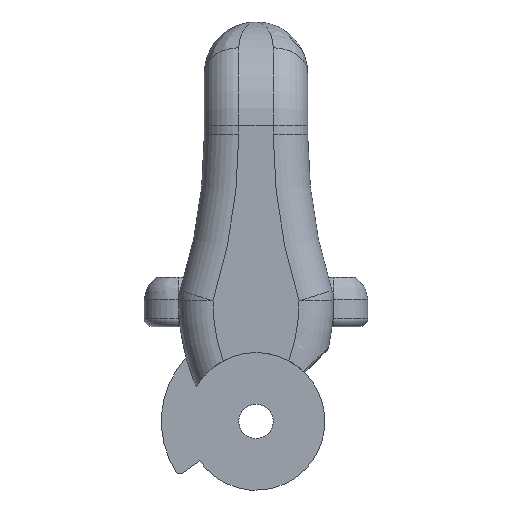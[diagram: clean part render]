
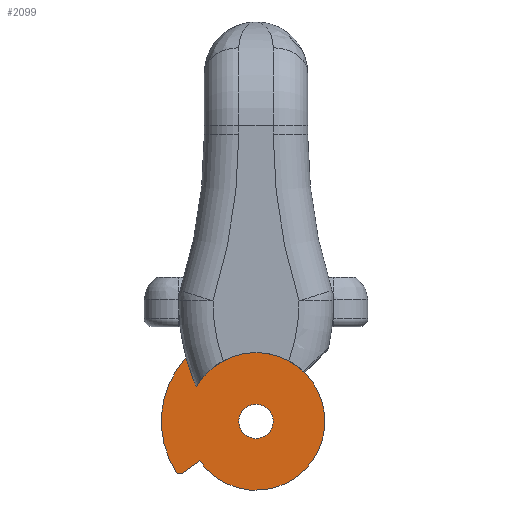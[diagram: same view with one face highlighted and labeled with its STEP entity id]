
A CAD part, left-side view. The second image highlights one B-rep face of the part: STEP entity #2099.
In plain terms, the highlighted planar face has unit normal (-1, 0, 0).
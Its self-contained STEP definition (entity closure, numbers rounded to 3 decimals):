
#18=FACE_BOUND('',#505,.T.);
#126=LINE('',#4141,#227);
#227=VECTOR('',#2755,10.);
#287=PLANE('',#2309);
#371=FACE_OUTER_BOUND('',#504,.T.);
#504=EDGE_LOOP('',(#1649,#1650,#1651,#1652,#1653,#1654));
#505=EDGE_LOOP('',(#1655));
#633=CIRCLE('',#2305,0.25);
#634=CIRCLE('',#2307,5.5);
#636=CIRCLE('',#2310,4.);
#637=CIRCLE('',#2311,4.);
#638=CIRCLE('',#2312,12.585);
#639=CIRCLE('',#2313,1.);
#916=VERTEX_POINT('',#4112);
#917=VERTEX_POINT('',#4114);
#918=VERTEX_POINT('',#4118);
#923=VERTEX_POINT('',#4140);
#924=VERTEX_POINT('',#4142);
#925=VERTEX_POINT('',#4144);
#926=VERTEX_POINT('',#4147);
#1176=EDGE_CURVE('',#916,#917,#633,.T.);
#1178=EDGE_CURVE('',#918,#917,#634,.T.);
#1184=EDGE_CURVE('',#923,#916,#126,.T.);
#1185=EDGE_CURVE('',#923,#924,#636,.T.);
#1186=EDGE_CURVE('',#924,#925,#637,.T.);
#1187=EDGE_CURVE('',#918,#925,#638,.T.);
#1188=EDGE_CURVE('',#926,#926,#639,.T.);
#1649=ORIENTED_EDGE('',*,*,#1176,.F.);
#1650=ORIENTED_EDGE('',*,*,#1184,.F.);
#1651=ORIENTED_EDGE('',*,*,#1185,.T.);
#1652=ORIENTED_EDGE('',*,*,#1186,.T.);
#1653=ORIENTED_EDGE('',*,*,#1187,.F.);
#1654=ORIENTED_EDGE('',*,*,#1178,.T.);
#1655=ORIENTED_EDGE('',*,*,#1188,.T.);
#2099=ADVANCED_FACE('',(#371,#18),#287,.F.);
#2305=AXIS2_PLACEMENT_3D('',#4115,#2742,#2743);
#2307=AXIS2_PLACEMENT_3D('',#4119,#2747,#2748);
#2309=AXIS2_PLACEMENT_3D('',#4139,#2753,#2754);
#2310=AXIS2_PLACEMENT_3D('',#4143,#2756,#2757);
#2311=AXIS2_PLACEMENT_3D('',#4145,#2758,#2759);
#2312=AXIS2_PLACEMENT_3D('',#4146,#2760,#2761);
#2313=AXIS2_PLACEMENT_3D('',#4148,#2762,#2763);
#2742=DIRECTION('center_axis',(1.,0.,0.));
#2743=DIRECTION('ref_axis',(0.,0.197,-0.98));
#2747=DIRECTION('center_axis',(-1.,0.,0.));
#2748=DIRECTION('ref_axis',(0.,-1.,0.));
#2753=DIRECTION('center_axis',(1.,0.,0.));
#2754=DIRECTION('ref_axis',(0.,1.,0.));
#2755=DIRECTION('',(0.,0.819,-0.574));
#2756=DIRECTION('center_axis',(-1.,0.,0.));
#2757=DIRECTION('ref_axis',(0.,1.,0.));
#2758=DIRECTION('center_axis',(-1.,0.,0.));
#2759=DIRECTION('ref_axis',(0.,1.,0.));
#2760=DIRECTION('center_axis',(-1.,0.,0.));
#2761=DIRECTION('ref_axis',(0.,0.918,-0.397));
#2762=DIRECTION('center_axis',(1.,0.,0.));
#2763=DIRECTION('ref_axis',(0.,1.,0.));
#4112=CARTESIAN_POINT('',(-3.5,4.296,-3.008));
#4114=CARTESIAN_POINT('',(-3.5,4.65,-2.937));
#4115=CARTESIAN_POINT('Origin',(-3.5,4.439,-2.803));
#4118=CARTESIAN_POINT('',(-3.5,4.062,3.708));
#4119=CARTESIAN_POINT('Origin',(-3.5,0.,0.));
#4139=CARTESIAN_POINT('Origin',(-3.5,0.,0.));
#4140=CARTESIAN_POINT('',(-3.5,3.277,-2.294));
#4141=CARTESIAN_POINT('',(-3.5,0.,0.));
#4142=CARTESIAN_POINT('',(-3.5,-2.828,2.828));
#4143=CARTESIAN_POINT('Origin',(-3.5,0.,0.));
#4144=CARTESIAN_POINT('',(-3.5,3.464,2.));
#4145=CARTESIAN_POINT('Origin',(-3.5,0.,0.));
#4146=CARTESIAN_POINT('Origin',(-3.5,-8.085,7.));
#4147=CARTESIAN_POINT('',(-3.5,-1.,0.));
#4148=CARTESIAN_POINT('Origin',(-3.5,0.,0.));
